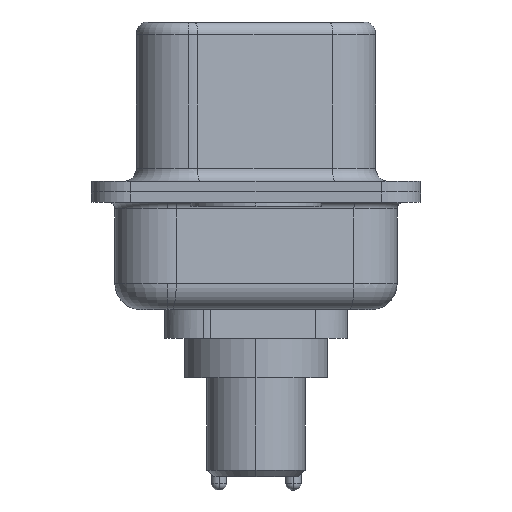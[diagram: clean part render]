
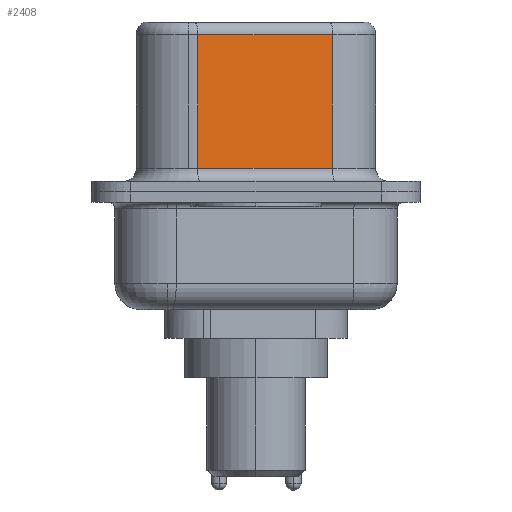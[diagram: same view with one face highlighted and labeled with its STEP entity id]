
A CAD part, left-side view. The second image highlights one B-rep face of the part: STEP entity #2408.
In plain terms, the highlighted planar face has unit normal (-0.985, -0.174, 0).
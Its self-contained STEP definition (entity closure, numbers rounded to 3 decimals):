
#145 = PLANE ( 'NONE',  #2974 ) ;
#247 = VECTOR ( 'NONE', #4950, 1000. ) ;
#308 = VECTOR ( 'NONE', #7444, 1000. ) ;
#1239 = DIRECTION ( 'NONE',  ( 0.174, -0.985, 0. ) ) ;
#2408 = ADVANCED_FACE ( 'NONE', ( #5696 ), #145, .F. ) ;
#2974 = AXIS2_PLACEMENT_3D ( 'NONE', #11022, #5708, #15114 ) ;
#3871 = ORIENTED_EDGE ( 'NONE', *, *, #15552, .T. ) ;
#4367 = LINE ( 'NONE', #7908, #7549 ) ;
#4950 = DIRECTION ( 'NONE',  ( 0., 0., -1. ) ) ;
#5696 = FACE_OUTER_BOUND ( 'NONE', #10365, .T. ) ;
#5708 = DIRECTION ( 'NONE',  ( 0.985, 0.174, 0. ) ) ;
#6087 = CARTESIAN_POINT ( 'NONE',  ( 4.585, -2.927, 6.02 ) ) ;
#6347 = ORIENTED_EDGE ( 'NONE', *, *, #13815, .T. ) ;
#6866 = VERTEX_POINT ( 'NONE', #15667 ) ;
#7444 = DIRECTION ( 'NONE',  ( -0.174, 0.985, 0. ) ) ;
#7534 = LINE ( 'NONE', #9301, #15997 ) ;
#7549 = VECTOR ( 'NONE', #7974, 1000. ) ;
#7597 = CARTESIAN_POINT ( 'NONE',  ( 4.585, -2.927, 6.02 ) ) ;
#7908 = CARTESIAN_POINT ( 'NONE',  ( 4.585, -2.927, 6.52 ) ) ;
#7932 = EDGE_CURVE ( 'NONE', #12133, #10144, #12658, .T. ) ;
#7974 = DIRECTION ( 'NONE',  ( 0., 0., -1. ) ) ;
#8149 = EDGE_CURVE ( 'NONE', #12133, #6866, #4367, .T. ) ;
#8226 = ORIENTED_EDGE ( 'NONE', *, *, #8149, .F. ) ;
#8361 = VERTEX_POINT ( 'NONE', #16772 ) ;
#9213 = LINE ( 'NONE', #10352, #247 ) ;
#9301 = CARTESIAN_POINT ( 'NONE',  ( 4.585, -2.927, 0.9 ) ) ;
#10144 = VERTEX_POINT ( 'NONE', #17280 ) ;
#10352 = CARTESIAN_POINT ( 'NONE',  ( 3.675, 2.233, 6.52 ) ) ;
#10365 = EDGE_LOOP ( 'NONE', ( #8226, #13072, #3871, #6347 ) ) ;
#11022 = CARTESIAN_POINT ( 'NONE',  ( 4.585, -2.927, 6.52 ) ) ;
#12133 = VERTEX_POINT ( 'NONE', #7597 ) ;
#12658 = LINE ( 'NONE', #6087, #308 ) ;
#13072 = ORIENTED_EDGE ( 'NONE', *, *, #7932, .T. ) ;
#13815 = EDGE_CURVE ( 'NONE', #8361, #6866, #7534, .T. ) ;
#15114 = DIRECTION ( 'NONE',  ( -0.174, 0.985, 0. ) ) ;
#15552 = EDGE_CURVE ( 'NONE', #10144, #8361, #9213, .T. ) ;
#15667 = CARTESIAN_POINT ( 'NONE',  ( 4.585, -2.927, 0.9 ) ) ;
#15997 = VECTOR ( 'NONE', #1239, 1000. ) ;
#16772 = CARTESIAN_POINT ( 'NONE',  ( 3.675, 2.233, 0.9 ) ) ;
#17280 = CARTESIAN_POINT ( 'NONE',  ( 3.675, 2.233, 6.02 ) ) ;
